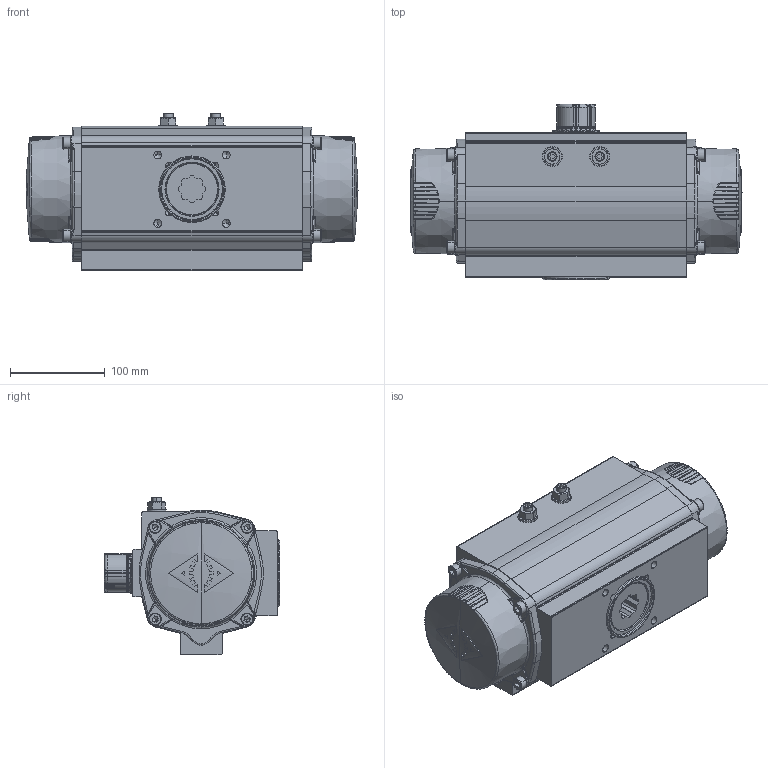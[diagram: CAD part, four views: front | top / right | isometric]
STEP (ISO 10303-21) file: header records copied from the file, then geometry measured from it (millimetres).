
FILE_DESCRIPTION (( 'STEP AP214' ), '1' );
FILE_NAME ('0300 ASR.STEP', '2011-12-07T10:50:29', ( 'ossuin - p' ), ( 'Ossuin' ), 'SwSTEP 2.0', 'SolidWorks 2010', '' );
FILE_SCHEMA (( 'AUTOMOTIVE_DESIGN' ));
Length unit declared in the file: millimetre
Products named in the file (10): Tapon ﾘ45; E0300N; CR0300; C0300; 0300 ASR; Washer DIN 125 - A 10.5_Default; DIN 912 M8 x 30 --- 30C_Default; T0300; DIN 915 - M10 x 30-C_DIN 915 - M10 x 30-C; Hexagon Nut ISO 4032 - M10 - D - C_Default
Assembly tree (20 placements, depth 2):
  0300 ASR
    DIN 912 M8 x 30 --- 30C_Default  x8
    T0300  x2
    DIN 915 - M10 x 30-C_DIN 915 - M10 x 30-C  x2
    Tapon ﾘ45
    Hexagon Nut ISO 4032 - M10 - D - C_Default  x2
    Washer DIN 125 - A 10.5_Default  x2
    CR0300
    C0300
    E0300N
Bounding box: 349.95 x 185.29 x 166.1 mm (x, y, z)
Volume: 2107964.4 mm3; surface area: 480135.9 mm2
Topology: 28 solids, 28 shells, 3404 faces, 8883 edges, 5497 vertices
Faces by surface type: plane 1135, cylinder 1120, bspline 671, cone 297, torus 153, sphere 28
Entity records: 122572 total; most frequent: CARTESIAN_POINT 45848, ORIENTED_EDGE 13808, DIRECTION 12229, EDGE_CURVE 6904, AXIS2_PLACEMENT_3D 4628, VERTEX_POINT 4393, LINE 2973, VECTOR 2973
